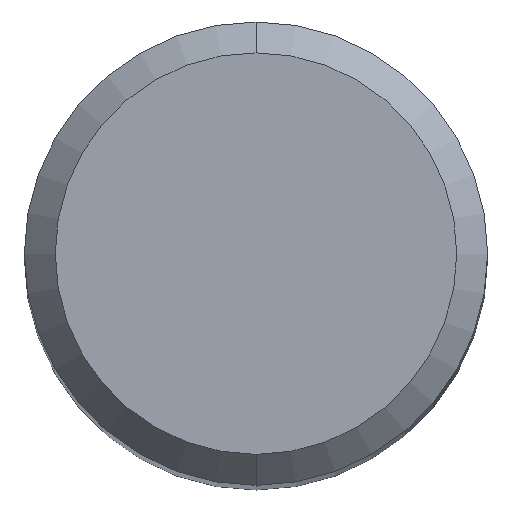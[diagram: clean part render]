
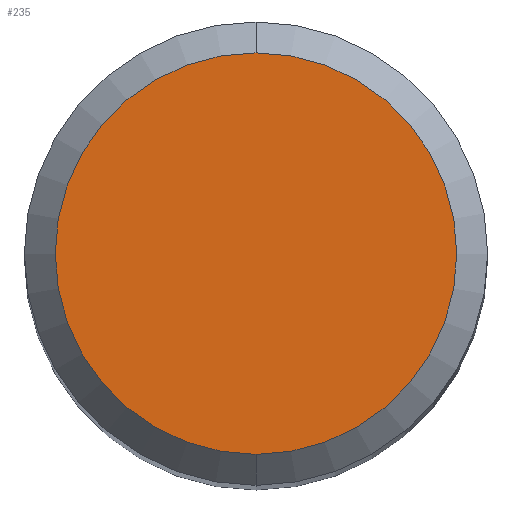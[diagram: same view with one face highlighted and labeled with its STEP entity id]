
A CAD part, top view. The second image highlights one B-rep face of the part: STEP entity #235.
In plain terms, the highlighted planar face has unit normal (0, 0, 1).
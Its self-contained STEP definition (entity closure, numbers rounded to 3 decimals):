
#203=EDGE_CURVE('',#253,#343,#498,.T.);
#235=ADVANCED_FACE('',(#534),#535,.T.);
#253=VERTEX_POINT('',#555);
#343=VERTEX_POINT('',#655);
#419=EDGE_CURVE('',#343,#253,#737,.T.);
#498=CIRCLE('',#846,2.6);
#534=FACE_OUTER_BOUND('',#910,.T.);
#535=PLANE('',#911);
#555=CARTESIAN_POINT('',(0.0,2.6,0.0));
#655=CARTESIAN_POINT('',(0.,-2.6,0.0));
#737=CIRCLE('',#1334,2.6);
#846=AXIS2_PLACEMENT_3D('',#1430,#1431,#1432);
#910=EDGE_LOOP('',(#1484,#1485));
#911=AXIS2_PLACEMENT_3D('',#1486,#1487,#1488);
#1334=AXIS2_PLACEMENT_3D('',#1692,#1693,#1694);
#1430=CARTESIAN_POINT('',(0.0,0.0,0.0));
#1431=DIRECTION('',(0.0,0.0,-1.0));
#1432=DIRECTION('',(0.0,1.0,0.0));
#1484=ORIENTED_EDGE('',*,*,#203,.F.);
#1485=ORIENTED_EDGE('',*,*,#419,.F.);
#1486=CARTESIAN_POINT('',(0.0,1.3,0.0));
#1487=DIRECTION('',(-0.0,0.0,1.0));
#1488=DIRECTION('',(0.0,-1.0,0.0));
#1692=CARTESIAN_POINT('',(0.0,0.0,0.0));
#1693=DIRECTION('',(0.0,0.0,-1.0));
#1694=DIRECTION('',(0.0,1.0,0.0));
